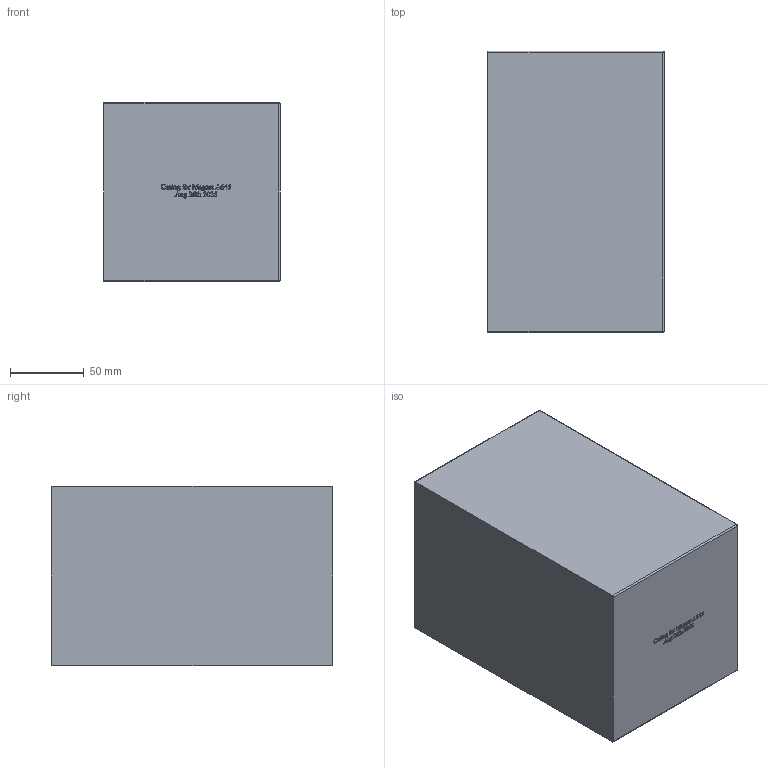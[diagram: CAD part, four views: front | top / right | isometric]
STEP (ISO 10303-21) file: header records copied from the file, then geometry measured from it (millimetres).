
FILE_DESCRIPTION(/* description */ (''),/* implementation_level */ '2;1');
FILE_NAME(/* name */ 'Box_Tray.stp',/* time_stamp */ '2025-08-26T12:58:10-04:00',/* author */ ('usman'),/* organization */ (''),/* preprocessor_version */ 'ST-DEVELOPER v20.1',/* originating_system */ 'Autodesk Inventor 2026',/* authorisation */ '');
FILE_SCHEMA (('AUTOMOTIVE_DESIGN { 1 0 10303 214 3 1 1 }'));
Length unit declared in the file: millimetre
Products named in the file (1): Part4
Bounding box: 120 x 191.4 x 121.8 mm (x, y, z)
Volume: 1030808.8 mm3; surface area: 179541.6 mm2
Topology: 1 solids, 1 shells, 733 faces, 2044 edges, 1368 vertices
Faces by surface type: bspline 420, plane 302, cylinder 7, sphere 4
Entity records: 25824 total; most frequent: CARTESIAN_POINT 9840, ORIENTED_EDGE 4084, EDGE_CURVE 2042, DIRECTION 1846, VERTEX_POINT 1360, LINE 1186, VECTOR 1186, B_SPLINE_CURVE_WITH_KNOTS 840
